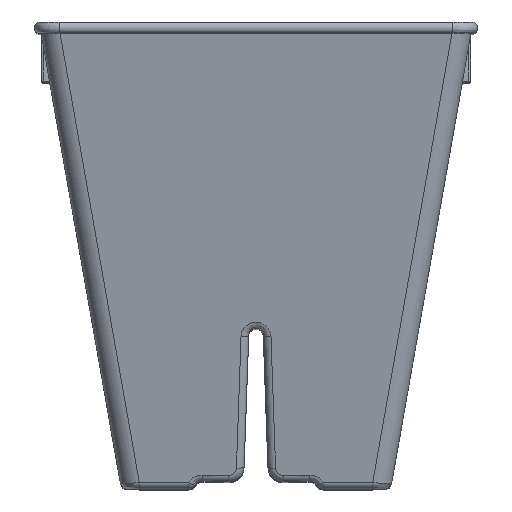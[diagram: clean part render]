
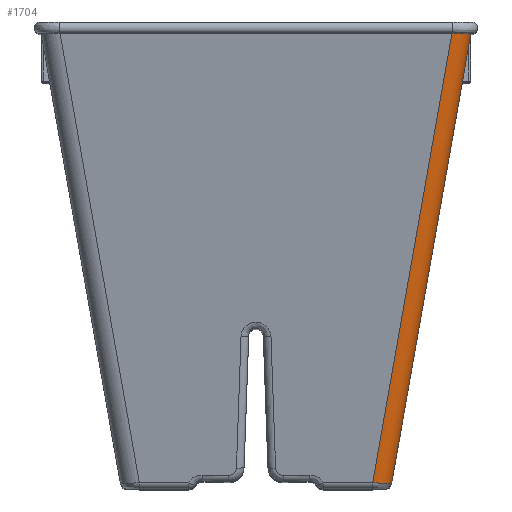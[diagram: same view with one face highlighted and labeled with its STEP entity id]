
A CAD part, top view. The second image highlights one B-rep face of the part: STEP entity #1704.
In plain terms, the highlighted cylindrical face has radius 6.35 mm (diameter 12.7 mm), a partial arc.
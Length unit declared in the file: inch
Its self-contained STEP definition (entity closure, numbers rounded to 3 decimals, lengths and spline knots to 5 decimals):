
#119 = ORIENTED_EDGE ( 'NONE', *, *, #9404, .T. ) ;
#296 = EDGE_CURVE ( 'NONE', #20228, #2776, #9318, .T. ) ;
#478 = LINE ( 'NONE', #6180, #17290 ) ;
#499 = ORIENTED_EDGE ( 'NONE', *, *, #13642, .T. ) ;
#645 = CARTESIAN_POINT ( 'NONE',  ( 2.54874, 6.18425, -10.72136 ) ) ;
#1017 = CARTESIAN_POINT ( 'NONE',  ( 2.56176, 6.18431, -10.72168 ) ) ;
#1178 = CARTESIAN_POINT ( 'NONE',  ( 2.73411, 6.18535, -10.80347 ) ) ;
#1469 = VERTEX_POINT ( 'NONE', #1751 ) ;
#1520 = CARTESIAN_POINT ( 'NONE',  ( 2.79483, 6.18427, -10.95887 ) ) ;
#1704 = ADVANCED_FACE ( 'NONE', ( #13320 ), #11275, .T. ) ;
#1751 = CARTESIAN_POINT ( 'NONE',  ( 2.79461, 6.18431, -10.95454 ) ) ;
#1991 = CARTESIAN_POINT ( 'NONE',  ( 2.55742, 6.18427, -10.72147 ) ) ;
#2471 = CARTESIAN_POINT ( 'NONE',  ( 1.66178, 0.33111, -11.75342 ) ) ;
#2732 = CARTESIAN_POINT ( 'NONE',  ( 2.70133, 6.1853, -10.77267 ) ) ;
#2776 = VERTEX_POINT ( 'NONE', #18259 ) ;
#3100 = VERTEX_POINT ( 'NONE', #20699 ) ;
#3585 = CARTESIAN_POINT ( 'NONE',  ( 2.54874, 6.18425, -10.72136 ) ) ;
#4226 = DIRECTION ( 'NONE',  ( 0.985, -0.174, 0. ) ) ;
#4352 = CARTESIAN_POINT ( 'NONE',  ( 2.66311, 6.18513, -10.74828 ) ) ;
#4411 = DIRECTION ( 'NONE',  ( -0.171, -0.97, -0.171 ) ) ;
#4501 = CARTESIAN_POINT ( 'NONE',  ( 1.76134, 1.76214, -11.75495 ) ) ;
#5028 = B_SPLINE_CURVE_WITH_KNOTS ( 'NONE', 3,
 ( #3585, #8423, #1991, #15101 ),
 .UNSPECIFIED., .F., .F.,
 ( 4, 4 ),
 ( 0., 0.00033 ),
 .UNSPECIFIED. ) ;
#5991 = CARTESIAN_POINT ( 'NONE',  ( 2.62143, 6.18484, -10.73148 ) ) ;
#6180 = CARTESIAN_POINT ( 'NONE',  ( 2.56897, 6.29898, -10.70113 ) ) ;
#6437 = EDGE_CURVE ( 'NONE', #11474, #14313, #5028, .T. ) ;
#7317 = CARTESIAN_POINT ( 'NONE',  ( 1.51837, 0.34075, -11.75172 ) ) ;
#7390 = CARTESIAN_POINT ( 'NONE',  ( 1.76457, 0.34075, -11.99793 ) ) ;
#7598 = CARTESIAN_POINT ( 'NONE',  ( 2.78492, 6.18484, -10.89523 ) ) ;
#7663 = CARTESIAN_POINT ( 'NONE',  ( 2.57693, 6.18444, -10.72244 ) ) ;
#8164 = B_SPLINE_CURVE_WITH_KNOTS ( 'NONE', 3,
 ( #15794, #14147, #17446, #7598, #19098, #9260, #20771, #10946, #1178, #12600, #2732, #14222, #4352, #15855, #5991, #17523, #7663, #19164 ),
 .UNSPECIFIED., .F., .F.,
 ( 4, 2, 2, 2, 2, 2, 2, 2, 4 ),
 ( 0., 0.00114, 0.00229, 0.00343, 0.00458, 0.00572, 0.00686, 0.00801, 0.00915 ),
 .UNSPECIFIED. ) ;
#8423 = CARTESIAN_POINT ( 'NONE',  ( 2.55308, 6.18425, -10.72136 ) ) ;
#9072 = VECTOR ( 'NONE', #13702, 39.37008 ) ;
#9260 = CARTESIAN_POINT ( 'NONE',  ( 2.768, 6.18513, -10.85316 ) ) ;
#9318 = LINE ( 'NONE', #13732, #9072 ) ;
#9404 = EDGE_CURVE ( 'NONE', #1469, #14313, #8164, .T. ) ;
#9577 = CARTESIAN_POINT ( 'NONE',  ( 2.79494, 6.18425, -10.96756 ) ) ;
#9652 = CARTESIAN_POINT ( 'NONE',  ( 2.79494, 6.18425, -10.96322 ) ) ;
#10286 =( BOUNDED_CURVE ( )  B_SPLINE_CURVE ( 3, ( #7317, #2471, #17259, #7390 ),
 .UNSPECIFIED., .F., .F. ) 
 B_SPLINE_CURVE_WITH_KNOTS ( ( 4, 4 ),
 ( 2.37127, 3.91191 ),
 .UNSPECIFIED. ) 
 CURVE ( )  GEOMETRIC_REPRESENTATION_ITEM ( )  RATIONAL_B_SPLINE_CURVE ( ( 1., 0.812, 0.812, 1. ) ) 
 REPRESENTATION_ITEM ( '' )  );
#10946 = CARTESIAN_POINT ( 'NONE',  ( 2.74386, 6.1853, -10.81527 ) ) ;
#11275 = CYLINDRICAL_SURFACE ( 'NONE', #19825, 0.25 ) ;
#11474 = VERTEX_POINT ( 'NONE', #645 ) ;
#11662 = ORIENTED_EDGE ( 'NONE', *, *, #16348, .T. ) ;
#12600 = CARTESIAN_POINT ( 'NONE',  ( 2.71286, 6.18534, -10.78222 ) ) ;
#12707 = CARTESIAN_POINT ( 'NONE',  ( 2.79494, 6.18425, -10.96756 ) ) ;
#12968 = CARTESIAN_POINT ( 'NONE',  ( 2.79461, 6.18431, -10.95454 ) ) ;
#13320 = FACE_OUTER_BOUND ( 'NONE', #20826, .T. ) ;
#13642 = EDGE_CURVE ( 'NONE', #3100, #2776, #10286, .T. ) ;
#13702 = DIRECTION ( 'NONE',  ( -0.171, -0.97, -0.171 ) ) ;
#13732 = CARTESIAN_POINT ( 'NONE',  ( 1.75721, 0.29898, -12.00529 ) ) ;
#14109 = ORIENTED_EDGE ( 'NONE', *, *, #296, .F. ) ;
#14147 = CARTESIAN_POINT ( 'NONE',  ( 2.79386, 6.18444, -10.93937 ) ) ;
#14222 = CARTESIAN_POINT ( 'NONE',  ( 2.67648, 6.18519, -10.75569 ) ) ;
#14313 = VERTEX_POINT ( 'NONE', #1017 ) ;
#15101 = CARTESIAN_POINT ( 'NONE',  ( 2.56176, 6.18431, -10.72168 ) ) ;
#15572 = ORIENTED_EDGE ( 'NONE', *, *, #6437, .F. ) ;
#15794 = CARTESIAN_POINT ( 'NONE',  ( 2.79461, 6.18431, -10.95454 ) ) ;
#15855 = CARTESIAN_POINT ( 'NONE',  ( 2.63565, 6.18497, -10.73623 ) ) ;
#16050 = DIRECTION ( 'NONE',  ( 0.171, 0.97, 0.171 ) ) ;
#16348 = EDGE_CURVE ( 'NONE', #20228, #1469, #17771, .T. ) ;
#17259 = CARTESIAN_POINT ( 'NONE',  ( 1.76287, 0.33111, -11.85452 ) ) ;
#17290 = VECTOR ( 'NONE', #16050, 39.37008 ) ;
#17446 = CARTESIAN_POINT ( 'NONE',  ( 2.79175, 6.18455, -10.92448 ) ) ;
#17523 = CARTESIAN_POINT ( 'NONE',  ( 2.592, 6.18455, -10.72457 ) ) ;
#17771 = B_SPLINE_CURVE_WITH_KNOTS ( 'NONE', 3,
 ( #9577, #9652, #1520, #12968 ),
 .UNSPECIFIED., .F., .F.,
 ( 4, 4 ),
 ( 0., 0.00033 ),
 .UNSPECIFIED. ) ;
#18259 = CARTESIAN_POINT ( 'NONE',  ( 1.76457, 0.34075, -11.99793 ) ) ;
#18356 = ORIENTED_EDGE ( 'NONE', *, *, #18535, .F. ) ;
#18535 = EDGE_CURVE ( 'NONE', #3100, #11474, #478, .T. ) ;
#19098 = CARTESIAN_POINT ( 'NONE',  ( 2.78011, 6.18496, -10.88074 ) ) ;
#19164 = CARTESIAN_POINT ( 'NONE',  ( 2.56176, 6.18431, -10.72168 ) ) ;
#19825 = AXIS2_PLACEMENT_3D ( 'NONE', #4501, #4411, #4226 ) ;
#20228 = VERTEX_POINT ( 'NONE', #12707 ) ;
#20699 = CARTESIAN_POINT ( 'NONE',  ( 1.51837, 0.34075, -11.75172 ) ) ;
#20771 = CARTESIAN_POINT ( 'NONE',  ( 2.76075, 6.18518, -10.84007 ) ) ;
#20826 = EDGE_LOOP ( 'NONE', ( #14109, #11662, #119, #15572, #18356, #499 ) ) ;
